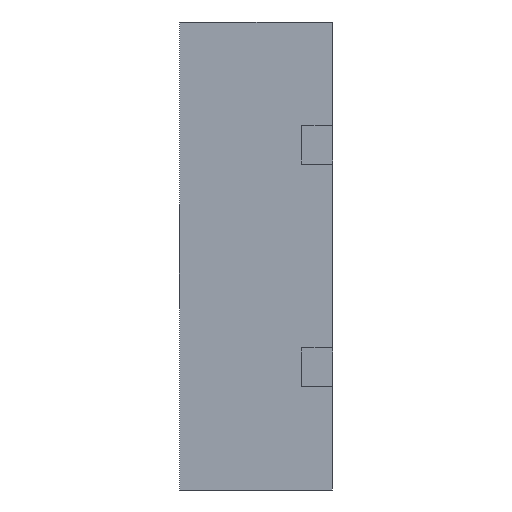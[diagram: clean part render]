
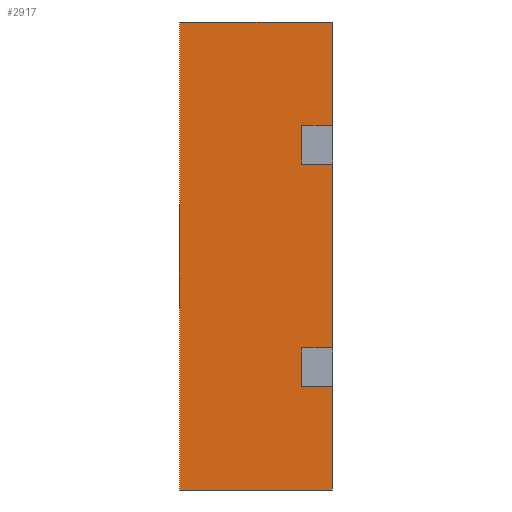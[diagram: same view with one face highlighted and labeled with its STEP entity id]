
A CAD part, left-side view. The second image highlights one B-rep face of the part: STEP entity #2917.
In plain terms, the highlighted planar face has unit normal (-1, 0, 0).
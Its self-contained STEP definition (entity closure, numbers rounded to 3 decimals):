
#5 = CARTESIAN_POINT ( 'NONE',  ( 0., 1.5, 0. ) ) ;
#29 = LINE ( 'NONE', #2289, #3353 ) ;
#45 = DIRECTION ( 'NONE',  ( 0., 0., -1. ) ) ;
#64 = CARTESIAN_POINT ( 'NONE',  ( 0., 0., 0. ) ) ;
#162 = VECTOR ( 'NONE', #1235, 1000. ) ;
#193 = CARTESIAN_POINT ( 'NONE',  ( 0., 0., 0. ) ) ;
#239 = VECTOR ( 'NONE', #3703, 1000. ) ;
#281 = DIRECTION ( 'NONE',  ( 0., 1., 0. ) ) ;
#295 = VERTEX_POINT ( 'NONE', #915 ) ;
#310 = VECTOR ( 'NONE', #3082, 1000. ) ;
#311 = DIRECTION ( 'NONE',  ( 0., 0., -1. ) ) ;
#344 = LINE ( 'NONE', #3395, #1787 ) ;
#360 = LINE ( 'NONE', #1859, #2212 ) ;
#464 = CARTESIAN_POINT ( 'NONE',  ( 0., 1.5, -4.6 ) ) ;
#508 = CARTESIAN_POINT ( 'NONE',  ( 0., 1.5, -4.6 ) ) ;
#621 = VERTEX_POINT ( 'NONE', #2009 ) ;
#649 = PLANE ( 'NONE',  #3143 ) ;
#662 = CARTESIAN_POINT ( 'NONE',  ( 0., 0.3, -1.013 ) ) ;
#670 = CARTESIAN_POINT ( 'NONE',  ( 0., 0.3, -3.587 ) ) ;
#679 = LINE ( 'NONE', #193, #1255 ) ;
#734 = ORIENTED_EDGE ( 'NONE', *, *, #1084, .T. ) ;
#737 = DIRECTION ( 'NONE',  ( 0., -1., 0. ) ) ;
#915 = CARTESIAN_POINT ( 'NONE',  ( 0., 0.3, -3.203 ) ) ;
#1036 = DIRECTION ( 'NONE',  ( 0., 0., 1. ) ) ;
#1064 = LINE ( 'NONE', #464, #310 ) ;
#1067 = VERTEX_POINT ( 'NONE', #508 ) ;
#1084 = EDGE_CURVE ( 'NONE', #1067, #2262, #1064, .T. ) ;
#1115 = LINE ( 'NONE', #662, #162 ) ;
#1158 = VECTOR ( 'NONE', #737, 1000. ) ;
#1198 = ORIENTED_EDGE ( 'NONE', *, *, #2578, .F. ) ;
#1208 = ORIENTED_EDGE ( 'NONE', *, *, #2037, .F. ) ;
#1225 = CARTESIAN_POINT ( 'NONE',  ( 0., 0.3, -3.203 ) ) ;
#1235 = DIRECTION ( 'NONE',  ( 0., 1., 0. ) ) ;
#1255 = VECTOR ( 'NONE', #1036, 1000. ) ;
#1283 = DIRECTION ( 'NONE',  ( 0., 0., 1. ) ) ;
#1356 = VERTEX_POINT ( 'NONE', #670 ) ;
#1383 = LINE ( 'NONE', #2172, #1158 ) ;
#1403 = ORIENTED_EDGE ( 'NONE', *, *, #2160, .T. ) ;
#1412 = EDGE_LOOP ( 'NONE', ( #2479, #2318, #1198, #3111, #734, #1547, #3505, #1208, #1446, #1403, #2524, #2004 ) ) ;
#1446 = ORIENTED_EDGE ( 'NONE', *, *, #3528, .F. ) ;
#1477 = DIRECTION ( 'NONE',  ( 1., 0., 0. ) ) ;
#1547 = ORIENTED_EDGE ( 'NONE', *, *, #2424, .T. ) ;
#1550 = CARTESIAN_POINT ( 'NONE',  ( 0., 0.3, -1.397 ) ) ;
#1643 = DIRECTION ( 'NONE',  ( 0., -1., 0. ) ) ;
#1674 = DIRECTION ( 'NONE',  ( 0., 0., -1. ) ) ;
#1722 = VERTEX_POINT ( 'NONE', #1728 ) ;
#1728 = CARTESIAN_POINT ( 'NONE',  ( 0., 0., 0. ) ) ;
#1751 = CARTESIAN_POINT ( 'NONE',  ( 0., 0., -3.203 ) ) ;
#1787 = VECTOR ( 'NONE', #1674, 1000. ) ;
#1859 = CARTESIAN_POINT ( 'NONE',  ( 0., 0., 0. ) ) ;
#1955 = CARTESIAN_POINT ( 'NONE',  ( 0., 0., -1.397 ) ) ;
#1957 = CARTESIAN_POINT ( 'NONE',  ( 0., -0.005, -3.587 ) ) ;
#1962 = VERTEX_POINT ( 'NONE', #2303 ) ;
#1973 = CARTESIAN_POINT ( 'NONE',  ( 0., 0., -3.203 ) ) ;
#2004 = ORIENTED_EDGE ( 'NONE', *, *, #3610, .F. ) ;
#2009 = CARTESIAN_POINT ( 'NONE',  ( 0., 0.3, -1.013 ) ) ;
#2037 = EDGE_CURVE ( 'NONE', #295, #1356, #2096, .T. ) ;
#2069 = EDGE_CURVE ( 'NONE', #3118, #621, #1115, .T. ) ;
#2096 = LINE ( 'NONE', #1225, #3513 ) ;
#2115 = DIRECTION ( 'NONE',  ( 0., 0., 1. ) ) ;
#2160 = EDGE_CURVE ( 'NONE', #3419, #2664, #3106, .T. ) ;
#2172 = CARTESIAN_POINT ( 'NONE',  ( 0., -0.005, -1.397 ) ) ;
#2212 = VECTOR ( 'NONE', #1283, 1000. ) ;
#2217 = EDGE_CURVE ( 'NONE', #3118, #1722, #360, .T. ) ;
#2253 = FACE_OUTER_BOUND ( 'NONE', #1412, .T. ) ;
#2262 = VERTEX_POINT ( 'NONE', #2718 ) ;
#2289 = CARTESIAN_POINT ( 'NONE',  ( 0., 1.5, 0. ) ) ;
#2303 = CARTESIAN_POINT ( 'NONE',  ( 0., 1.5, 0. ) ) ;
#2318 = ORIENTED_EDGE ( 'NONE', *, *, #2217, .T. ) ;
#2345 = LINE ( 'NONE', #1957, #3227 ) ;
#2424 = EDGE_CURVE ( 'NONE', #2262, #2426, #679, .T. ) ;
#2425 = CARTESIAN_POINT ( 'NONE',  ( 0., 0., -1.013 ) ) ;
#2426 = VERTEX_POINT ( 'NONE', #3351 ) ;
#2479 = ORIENTED_EDGE ( 'NONE', *, *, #2069, .F. ) ;
#2524 = ORIENTED_EDGE ( 'NONE', *, *, #3304, .F. ) ;
#2578 = EDGE_CURVE ( 'NONE', #1962, #1722, #29, .T. ) ;
#2633 = VECTOR ( 'NONE', #281, 1000. ) ;
#2664 = VERTEX_POINT ( 'NONE', #1955 ) ;
#2718 = CARTESIAN_POINT ( 'NONE',  ( 0., 0., -4.6 ) ) ;
#2917 = ADVANCED_FACE ( 'NONE', ( #2253 ), #649, .F. ) ;
#3047 = VERTEX_POINT ( 'NONE', #1550 ) ;
#3082 = DIRECTION ( 'NONE',  ( 0., -1., 0. ) ) ;
#3106 = LINE ( 'NONE', #64, #3728 ) ;
#3111 = ORIENTED_EDGE ( 'NONE', *, *, #3670, .F. ) ;
#3118 = VERTEX_POINT ( 'NONE', #2425 ) ;
#3138 = CARTESIAN_POINT ( 'NONE',  ( 0., 1.5, 0. ) ) ;
#3143 = AXIS2_PLACEMENT_3D ( 'NONE', #5, #1477, #311 ) ;
#3227 = VECTOR ( 'NONE', #1643, 1000. ) ;
#3304 = EDGE_CURVE ( 'NONE', #3047, #2664, #1383, .T. ) ;
#3351 = CARTESIAN_POINT ( 'NONE',  ( 0., 0., -3.587 ) ) ;
#3353 = VECTOR ( 'NONE', #3440, 1000. ) ;
#3395 = CARTESIAN_POINT ( 'NONE',  ( 0., 0.3, -1.397 ) ) ;
#3397 = LINE ( 'NONE', #3138, #239 ) ;
#3419 = VERTEX_POINT ( 'NONE', #1973 ) ;
#3440 = DIRECTION ( 'NONE',  ( 0., -1., 0. ) ) ;
#3505 = ORIENTED_EDGE ( 'NONE', *, *, #3603, .F. ) ;
#3513 = VECTOR ( 'NONE', #45, 1000. ) ;
#3528 = EDGE_CURVE ( 'NONE', #3419, #295, #3577, .T. ) ;
#3577 = LINE ( 'NONE', #1751, #2633 ) ;
#3603 = EDGE_CURVE ( 'NONE', #1356, #2426, #2345, .T. ) ;
#3610 = EDGE_CURVE ( 'NONE', #621, #3047, #344, .T. ) ;
#3670 = EDGE_CURVE ( 'NONE', #1067, #1962, #3397, .T. ) ;
#3703 = DIRECTION ( 'NONE',  ( 0., 0., 1. ) ) ;
#3728 = VECTOR ( 'NONE', #2115, 1000. ) ;
